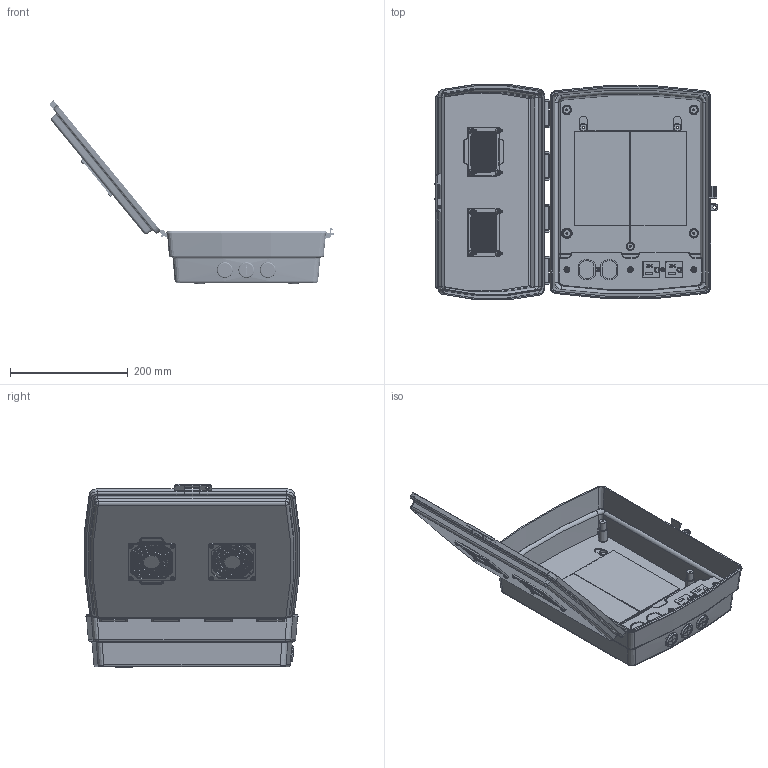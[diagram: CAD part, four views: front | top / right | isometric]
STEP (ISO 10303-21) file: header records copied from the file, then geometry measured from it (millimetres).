
FILE_DESCRIPTION (( 'STEP AP214' ), '1' );
FILE_NAME ('TEP141004-10V.STEP', '2019-05-08T19:07:46', ( '' ), ( '' ), 'SwSTEP 2.0', 'SolidWorks 2018', '' );
FILE_SCHEMA (( 'AUTOMOTIVE_DESIGN' ));
Length unit declared in the file: inch
Products named in the file (14): NBP141004_LowerPlate; NBP141004_Panel; NBP141004_120VAC outlet; NBP141004_Box; XFN-0026; NBP141004_Lid-Vented; NBP141004_outletScrew; NBP141004_Velcro tape; NBP141004_ConduitGrommit; XFS-0076; XMH-0049; NBP141004_PanelScrew; Fan Screen-All Wires-80x80 ALUM; TEP141004-10V
Assembly tree (34 placements, depth 2):
  TEP141004-10V
    NBP141004_Box
    NBP141004_Lid-Vented
    NBP141004_ConduitGrommit  x3
    NBP141004_LowerPlate
    NBP141004_Panel
    NBP141004_120VAC outlet
    NBP141004_Velcro tape  x2
    Fan Screen-All Wires-80x80 ALUM  x2
    NBP141004_PanelScrew  x3
    NBP141004_outletScrew
    XMH-0049  x2
    XFS-0076  x8
    XFN-0026  x8
Bounding box: 483.06 x 366.88 x 312.42 mm (x, y, z)
Volume: 1121893.1 mm3; surface area: 837727.4 mm2
Topology: 212 solids, 212 shells, 4482 faces, 10116 edges, 6111 vertices
Faces by surface type: cylinder 1497, plane 1303, cone 1142, torus 438, bspline 64, sphere 38
Entity records: 98416 total; most frequent: CARTESIAN_POINT 20683, DIRECTION 11788, ORIENTED_EDGE 10964, EDGE_CURVE 5482, AXIS2_PLACEMENT_3D 4576, VERTEX_POINT 3423, EDGE_LOOP 2757, VECTOR 2636
